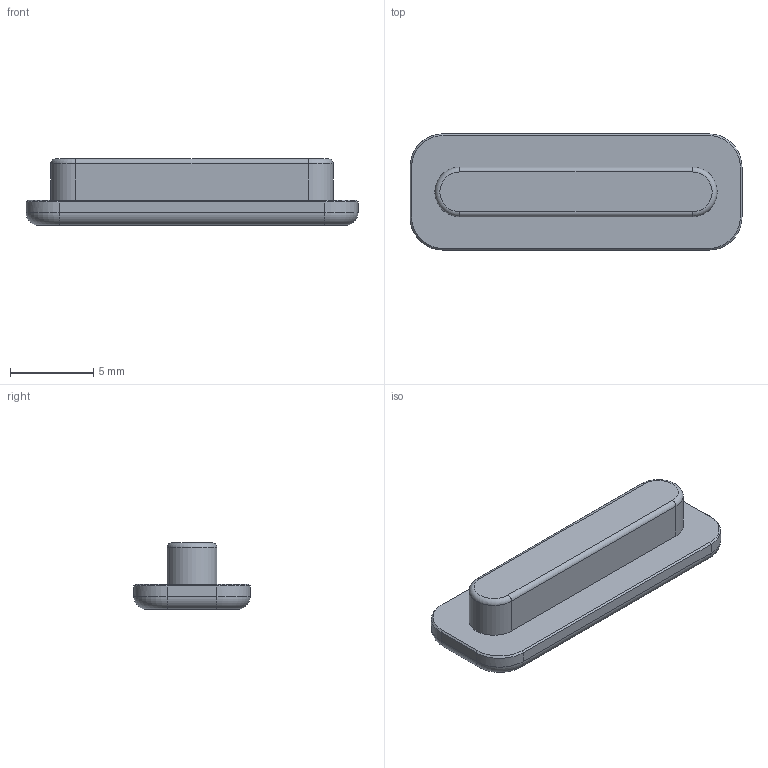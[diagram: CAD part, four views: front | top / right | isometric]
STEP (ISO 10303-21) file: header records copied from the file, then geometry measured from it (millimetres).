
FILE_DESCRIPTION(/* description */ (''),/* implementation_level */ '2;1');
FILE_NAME(/* name */ 'SQUARE_ROUND_20mm_FEET1111.step',/* time_stamp */ '2023-01-11T19:47:24-08:00',/* author */ (''),/* organization */ (''),/* preprocessor_version */ 'ST-DEVELOPER v19.2',/* originating_system */ 'Autodesk Translation Framework v11.17.0.187',/* authorisation */ '');
FILE_SCHEMA (('AUTOMOTIVE_DESIGN { 1 0 10303 214 3 1 1 }'));
Length unit declared in the file: millimetre
Products named in the file (1): SQUARE_ROUND_20mm_FEET
Bounding box: 20 x 7 x 4 mm (x, y, z)
Volume: 319.6 mm3; surface area: 418.6 mm2
Topology: 1 solids, 1 shells, 42 faces, 90 edges, 52 vertices
Faces by surface type: cylinder 15, plane 13, torus 8, cone 2, bspline 2, sphere 2
Entity records: 1226 total; most frequent: CARTESIAN_POINT 263, DIRECTION 208, ORIENTED_EDGE 180, EDGE_CURVE 90, AXIS2_PLACEMENT_3D 81, VERTEX_POINT 52, LINE 46, VECTOR 46
